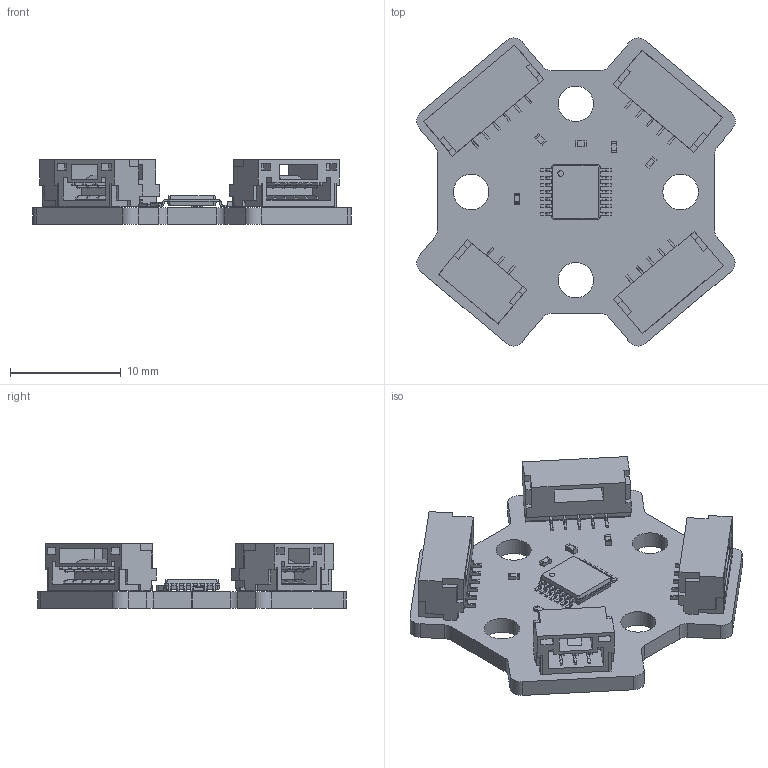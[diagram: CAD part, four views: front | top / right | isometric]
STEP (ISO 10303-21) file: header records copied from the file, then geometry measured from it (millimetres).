
FILE_DESCRIPTION(('KiCad electronic assembly'),'2;1');
FILE_NAME('EncoderBoard.step','2025-08-17T22:47:00',('Pcbnew'),('Kicad') ,'Open CASCADE STEP processor 7.8','KiCad to STEP converter','Unknown' );
FILE_SCHEMA(('AUTOMOTIVE_DESIGN { 1 0 10303 214 1 1 1 1 }'));
Length unit declared in the file: millimetre
Products named in the file (8): EncoderBoard 1; JST_GH_SM06B-GHS-TB_1x06-1MP_P1.25mm_Horizontal; TSSOP-14_4.4x5mm_P0.65mm; JST_GH_SM03B-GHS-TB_1x03-1MP_P1.25mm_Horizontal; R_0402_1005Metric; JST_GH_SM05B-GHS-TB_1x05-1MP_P1.25mm_Horizontal; C_0402_1005Metric; EncoderBoard_PCB
Assembly tree (11 placements, depth 2):
  EncoderBoard 1
    JST_GH_SM06B-GHS-TB_1x06-1MP_P1.25mm_Horizontal
    TSSOP-14_4.4x5mm_P0.65mm
    JST_GH_SM03B-GHS-TB_1x03-1MP_P1.25mm_Horizontal
    R_0402_1005Metric  x3
    JST_GH_SM05B-GHS-TB_1x05-1MP_P1.25mm_Horizontal  x2
    C_0402_1005Metric  x2
    EncoderBoard_PCB
Bounding box: 28.76 x 27.79 x 5.84 mm (x, y, z)
Volume: 1255.8 mm3; surface area: 2700.1 mm2
Topology: 11 solids, 11 shells, 1316 faces, 3649 edges, 2395 vertices
Faces by surface type: plane 1176, cylinder 124, bspline 16
Full cylindrical faces by diameter (mm): 3.2 x4
Entity records: 38810 total; most frequent: CARTESIAN_POINT 5691, ORIENTED_EDGE 5564, DIRECTION 4947, EDGE_CURVE 2782, LINE 2565, VECTOR 2565, VERTEX_POINT 1823, AXIS2_PLACEMENT_3D 1191
